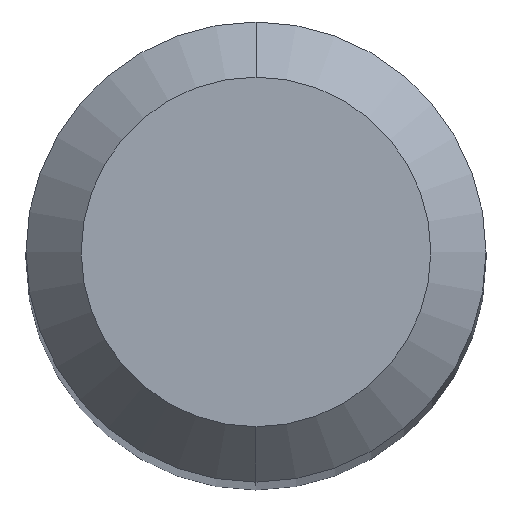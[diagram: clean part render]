
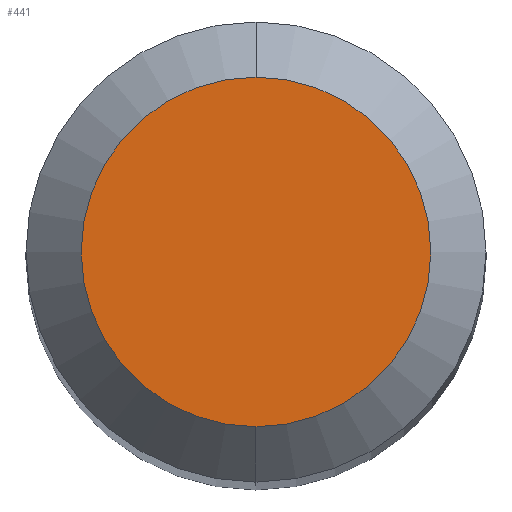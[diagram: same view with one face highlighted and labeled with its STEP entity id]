
A CAD part, top view. The second image highlights one B-rep face of the part: STEP entity #441.
In plain terms, the highlighted planar face has unit normal (0, 0, 1).
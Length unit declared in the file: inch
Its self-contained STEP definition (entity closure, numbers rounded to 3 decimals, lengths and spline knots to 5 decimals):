
#49 = FACE_OUTER_BOUND ( 'NONE', #134, .T. ) ;
#67 = AXIS2_PLACEMENT_3D ( 'NONE', #331, #287, #400 ) ;
#83 = PLANE ( 'NONE',  #67 ) ;
#126 = VERTEX_POINT ( 'NONE', #419 ) ;
#129 = CIRCLE ( 'NONE', #274, 0.0475 ) ;
#134 = EDGE_LOOP ( 'NONE', ( #518, #211 ) ) ;
#198 = CARTESIAN_POINT ( 'NONE',  ( 0., 0., 0. ) ) ;
#211 = ORIENTED_EDGE ( 'NONE', *, *, #311, .T. ) ;
#213 = AXIS2_PLACEMENT_3D ( 'NONE', #198, #354, #512 ) ;
#237 = VERTEX_POINT ( 'NONE', #474 ) ;
#274 = AXIS2_PLACEMENT_3D ( 'NONE', #367, #410, #278 ) ;
#278 = DIRECTION ( 'NONE',  ( 0., -1., 0. ) ) ;
#287 = DIRECTION ( 'NONE',  ( 0., 0., -1. ) ) ;
#311 = EDGE_CURVE ( 'NONE', #237, #126, #461, .T. ) ;
#331 = CARTESIAN_POINT ( 'NONE',  ( 0., 0.0475, 0. ) ) ;
#354 = DIRECTION ( 'NONE',  ( 0., 0., 1. ) ) ;
#367 = CARTESIAN_POINT ( 'NONE',  ( 0., 0., 0. ) ) ;
#378 = EDGE_CURVE ( 'NONE', #126, #237, #129, .T. ) ;
#400 = DIRECTION ( 'NONE',  ( 0., 1., 0. ) ) ;
#410 = DIRECTION ( 'NONE',  ( 0., 0., 1. ) ) ;
#419 = CARTESIAN_POINT ( 'NONE',  ( 0., 0.0475, 0. ) ) ;
#441 = ADVANCED_FACE ( 'NONE', ( #49 ), #83, .F. ) ;
#461 = CIRCLE ( 'NONE', #213, 0.0475 ) ;
#474 = CARTESIAN_POINT ( 'NONE',  ( 0., -0.0475, 0. ) ) ;
#512 = DIRECTION ( 'NONE',  ( 0., -1., 0. ) ) ;
#518 = ORIENTED_EDGE ( 'NONE', *, *, #378, .T. ) ;
